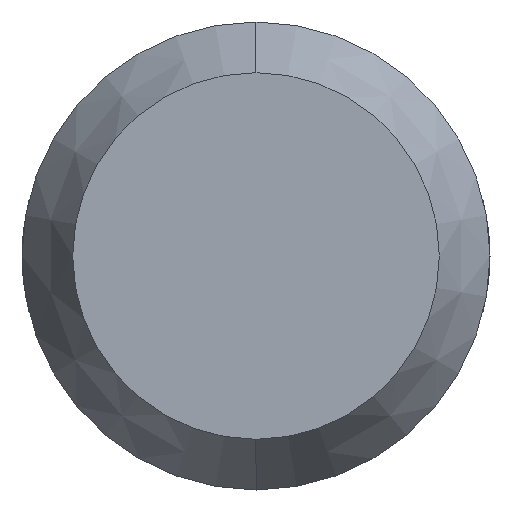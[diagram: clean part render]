
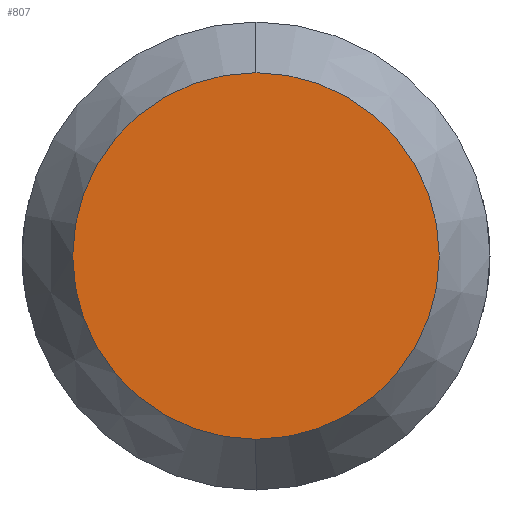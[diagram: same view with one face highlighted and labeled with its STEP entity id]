
A CAD part, left-side view. The second image highlights one B-rep face of the part: STEP entity #807.
In plain terms, the highlighted planar face has unit normal (-1, 0, 0).
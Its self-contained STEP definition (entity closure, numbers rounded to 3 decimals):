
#18 = EDGE_CURVE ( 'NONE', #152, #1110, #969, .T. ) ;
#45 = CARTESIAN_POINT ( 'NONE',  ( 0., 0., 0. ) ) ;
#63 = EDGE_LOOP ( 'NONE', ( #1161, #200 ) ) ;
#152 = VERTEX_POINT ( 'NONE', #1099 ) ;
#200 = ORIENTED_EDGE ( 'NONE', *, *, #18, .T. ) ;
#239 = AXIS2_PLACEMENT_3D ( 'NONE', #396, #946, #308 ) ;
#308 = DIRECTION ( 'NONE',  ( 0., 0., 1. ) ) ;
#338 = DIRECTION ( 'NONE',  ( 0., 0., -1. ) ) ;
#396 = CARTESIAN_POINT ( 'NONE',  ( 0., 0., 0. ) ) ;
#493 = AXIS2_PLACEMENT_3D ( 'NONE', #600, #979, #338 ) ;
#558 = CARTESIAN_POINT ( 'NONE',  ( 0., 0., -3.131 ) ) ;
#564 = CIRCLE ( 'NONE', #827, 3.131 ) ;
#567 = DIRECTION ( 'NONE',  ( -1., 0., 0. ) ) ;
#600 = CARTESIAN_POINT ( 'NONE',  ( 0., 0., 0. ) ) ;
#807 = ADVANCED_FACE ( 'NONE', ( #960 ), #1078, .F. ) ;
#827 = AXIS2_PLACEMENT_3D ( 'NONE', #45, #567, #1142 ) ;
#946 = DIRECTION ( 'NONE',  ( -1., 0., 0. ) ) ;
#960 = FACE_OUTER_BOUND ( 'NONE', #63, .T. ) ;
#969 = CIRCLE ( 'NONE', #239, 3.131 ) ;
#979 = DIRECTION ( 'NONE',  ( 1., 0., 0. ) ) ;
#1057 = EDGE_CURVE ( 'NONE', #1110, #152, #564, .T. ) ;
#1078 = PLANE ( 'NONE',  #493 ) ;
#1099 = CARTESIAN_POINT ( 'NONE',  ( 0., 0., 3.131 ) ) ;
#1110 = VERTEX_POINT ( 'NONE', #558 ) ;
#1142 = DIRECTION ( 'NONE',  ( 0., 0., 1. ) ) ;
#1161 = ORIENTED_EDGE ( 'NONE', *, *, #1057, .T. ) ;
